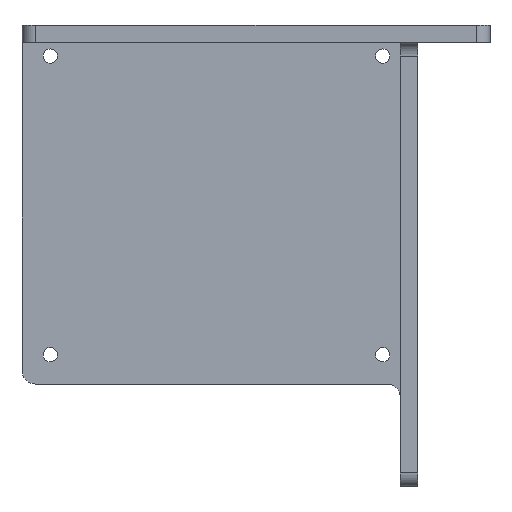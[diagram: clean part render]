
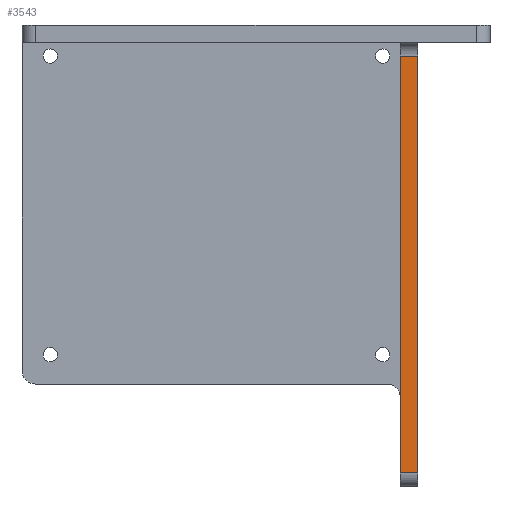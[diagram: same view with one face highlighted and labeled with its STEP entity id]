
A CAD part, front view. The second image highlights one B-rep face of the part: STEP entity #3543.
In plain terms, the highlighted planar face has unit normal (0, -1, 0).
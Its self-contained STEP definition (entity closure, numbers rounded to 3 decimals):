
#215 = PLANE('',#216);
#216 = AXIS2_PLACEMENT_3D('',#217,#218,#219);
#217 = CARTESIAN_POINT('',(58.8,65.,0.));
#218 = DIRECTION('',(-1.,-0.,-0.));
#219 = DIRECTION('',(0.,-1.,0.));
#266 = CYLINDRICAL_SURFACE('',#267,4.);
#267 = AXIS2_PLACEMENT_3D('',#268,#269,#270);
#268 = CARTESIAN_POINT('',(58.8,-4.,-4.));
#269 = DIRECTION('',(-1.,0.,0.));
#270 = DIRECTION('',(0.,0.,1.));
#294 = PLANE('',#295);
#295 = AXIS2_PLACEMENT_3D('',#296,#297,#298);
#296 = CARTESIAN_POINT('',(53.8,0.,0.));
#297 = DIRECTION('',(1.,0.,0.));
#298 = DIRECTION('',(0.,1.,0.));
#1722 = VERTEX_POINT('',#1723);
#1723 = CARTESIAN_POINT('',(58.8,0.,-126.));
#1742 = CYLINDRICAL_SURFACE('',#1743,4.);
#1743 = AXIS2_PLACEMENT_3D('',#1744,#1745,#1746);
#1744 = CARTESIAN_POINT('',(58.8,4.,-126.));
#1745 = DIRECTION('',(-1.,0.,0.));
#1746 = DIRECTION('',(0.,-1.,0.));
#1754 = EDGE_CURVE('',#1755,#1722,#1757,.T.);
#1755 = VERTEX_POINT('',#1756);
#1756 = CARTESIAN_POINT('',(58.8,0.,-4.));
#1757 = SURFACE_CURVE('',#1758,(#1762,#1769),.PCURVE_S1.);
#1758 = LINE('',#1759,#1760);
#1759 = CARTESIAN_POINT('',(58.8,0.,0.));
#1760 = VECTOR('',#1761,1.);
#1761 = DIRECTION('',(0.,0.,-1.));
#1762 = PCURVE('',#215,#1763);
#1763 = DEFINITIONAL_REPRESENTATION('',(#1764),#1768);
#1764 = LINE('',#1765,#1766);
#1765 = CARTESIAN_POINT('',(65.,0.));
#1766 = VECTOR('',#1767,1.);
#1767 = DIRECTION('',(0.,-1.));
#1768 = ( GEOMETRIC_REPRESENTATION_CONTEXT(2) 
PARAMETRIC_REPRESENTATION_CONTEXT() REPRESENTATION_CONTEXT('2D SPACE',''
  ) );
#1769 = PCURVE('',#1770,#1775);
#1770 = PLANE('',#1771);
#1771 = AXIS2_PLACEMENT_3D('',#1772,#1773,#1774);
#1772 = CARTESIAN_POINT('',(58.8,0.,0.));
#1773 = DIRECTION('',(0.,1.,0.));
#1774 = DIRECTION('',(-1.,0.,0.));
#1775 = DEFINITIONAL_REPRESENTATION('',(#1776),#1780);
#1776 = LINE('',#1777,#1778);
#1777 = CARTESIAN_POINT('',(0.,0.));
#1778 = VECTOR('',#1779,1.);
#1779 = DIRECTION('',(0.,-1.));
#1780 = ( GEOMETRIC_REPRESENTATION_CONTEXT(2) 
PARAMETRIC_REPRESENTATION_CONTEXT() REPRESENTATION_CONTEXT('2D SPACE',''
  ) );
#1970 = EDGE_CURVE('',#1755,#1971,#1973,.T.);
#1971 = VERTEX_POINT('',#1972);
#1972 = CARTESIAN_POINT('',(53.8,0.,-4.));
#1973 = SURFACE_CURVE('',#1974,(#1978,#1985),.PCURVE_S1.);
#1974 = LINE('',#1975,#1976);
#1975 = CARTESIAN_POINT('',(58.8,0.,-4.));
#1976 = VECTOR('',#1977,1.);
#1977 = DIRECTION('',(-1.,0.,0.));
#1978 = PCURVE('',#266,#1979);
#1979 = DEFINITIONAL_REPRESENTATION('',(#1980),#1984);
#1980 = LINE('',#1981,#1982);
#1981 = CARTESIAN_POINT('',(1.571,0.));
#1982 = VECTOR('',#1983,1.);
#1983 = DIRECTION('',(0.,1.));
#1984 = ( GEOMETRIC_REPRESENTATION_CONTEXT(2) 
PARAMETRIC_REPRESENTATION_CONTEXT() REPRESENTATION_CONTEXT('2D SPACE',''
  ) );
#1985 = PCURVE('',#1770,#1986);
#1986 = DEFINITIONAL_REPRESENTATION('',(#1987),#1991);
#1987 = LINE('',#1988,#1989);
#1988 = CARTESIAN_POINT('',(0.,-4.));
#1989 = VECTOR('',#1990,1.);
#1990 = DIRECTION('',(1.,0.));
#1991 = ( GEOMETRIC_REPRESENTATION_CONTEXT(2) 
PARAMETRIC_REPRESENTATION_CONTEXT() REPRESENTATION_CONTEXT('2D SPACE',''
  ) );
#2297 = EDGE_CURVE('',#1971,#2298,#2300,.T.);
#2298 = VERTEX_POINT('',#2299);
#2299 = CARTESIAN_POINT('',(53.8,0.,-126.));
#2300 = SURFACE_CURVE('',#2301,(#2305,#2312),.PCURVE_S1.);
#2301 = LINE('',#2302,#2303);
#2302 = CARTESIAN_POINT('',(53.8,0.,0.));
#2303 = VECTOR('',#2304,1.);
#2304 = DIRECTION('',(0.,0.,-1.));
#2305 = PCURVE('',#294,#2306);
#2306 = DEFINITIONAL_REPRESENTATION('',(#2307),#2311);
#2307 = LINE('',#2308,#2309);
#2308 = CARTESIAN_POINT('',(0.,0.));
#2309 = VECTOR('',#2310,1.);
#2310 = DIRECTION('',(0.,-1.));
#2311 = ( GEOMETRIC_REPRESENTATION_CONTEXT(2) 
PARAMETRIC_REPRESENTATION_CONTEXT() REPRESENTATION_CONTEXT('2D SPACE',''
  ) );
#2312 = PCURVE('',#1770,#2313);
#2313 = DEFINITIONAL_REPRESENTATION('',(#2314),#2318);
#2314 = LINE('',#2315,#2316);
#2315 = CARTESIAN_POINT('',(5.,0.));
#2316 = VECTOR('',#2317,1.);
#2317 = DIRECTION('',(0.,-1.));
#2318 = ( GEOMETRIC_REPRESENTATION_CONTEXT(2) 
PARAMETRIC_REPRESENTATION_CONTEXT() REPRESENTATION_CONTEXT('2D SPACE',''
  ) );
#3523 = EDGE_CURVE('',#1722,#2298,#3524,.T.);
#3524 = SURFACE_CURVE('',#3525,(#3529,#3536),.PCURVE_S1.);
#3525 = LINE('',#3526,#3527);
#3526 = CARTESIAN_POINT('',(58.8,0.,-126.));
#3527 = VECTOR('',#3528,1.);
#3528 = DIRECTION('',(-1.,0.,0.));
#3529 = PCURVE('',#1742,#3530);
#3530 = DEFINITIONAL_REPRESENTATION('',(#3531),#3535);
#3531 = LINE('',#3532,#3533);
#3532 = CARTESIAN_POINT('',(-0.,0.));
#3533 = VECTOR('',#3534,1.);
#3534 = DIRECTION('',(-0.,1.));
#3535 = ( GEOMETRIC_REPRESENTATION_CONTEXT(2) 
PARAMETRIC_REPRESENTATION_CONTEXT() REPRESENTATION_CONTEXT('2D SPACE',''
  ) );
#3536 = PCURVE('',#1770,#3537);
#3537 = DEFINITIONAL_REPRESENTATION('',(#3538),#3542);
#3538 = LINE('',#3539,#3540);
#3539 = CARTESIAN_POINT('',(0.,-126.));
#3540 = VECTOR('',#3541,1.);
#3541 = DIRECTION('',(1.,0.));
#3542 = ( GEOMETRIC_REPRESENTATION_CONTEXT(2) 
PARAMETRIC_REPRESENTATION_CONTEXT() REPRESENTATION_CONTEXT('2D SPACE',''
  ) );
#3543 = ADVANCED_FACE('',(#3544),#1770,.F.);
#3544 = FACE_BOUND('',#3545,.F.);
#3545 = EDGE_LOOP('',(#3546,#3547,#3548,#3549));
#3546 = ORIENTED_EDGE('',*,*,#1754,.T.);
#3547 = ORIENTED_EDGE('',*,*,#3523,.T.);
#3548 = ORIENTED_EDGE('',*,*,#2297,.F.);
#3549 = ORIENTED_EDGE('',*,*,#1970,.F.);
